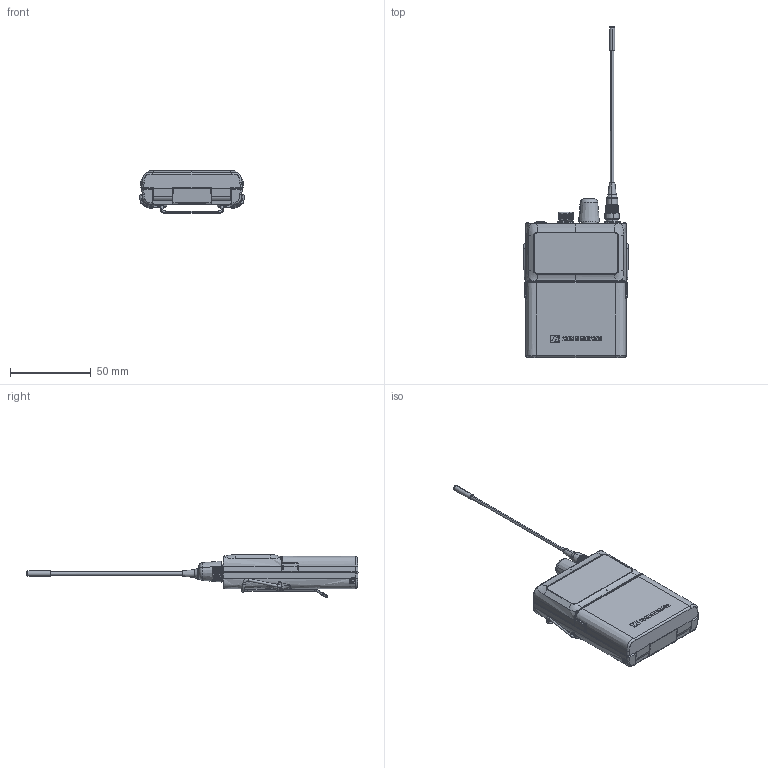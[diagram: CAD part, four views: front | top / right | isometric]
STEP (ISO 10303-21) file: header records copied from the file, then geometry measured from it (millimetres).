
FILE_DESCRIPTION(('CATIA V5 STEP Exchange','CAx-IF Rec.Pracs.--- Model Styling and Organization---1.5--- 2016-08-15','CAx-IF Rec.Pracs.---Supplemental Geometry---1.0---2011-11-01','CAx-IF Rec.Pracs.--- Composite Materials ---1.1---2010-07-15'),'2;1');
FILE_NAME('597141-3d-out00-01.stp','2024-04-29T08:57:57+00:00',('none'),('none'),'CATIA Version 5-6 Release 2023 SP3','CATIA V5 STEP AP214 v3','none');
FILE_SCHEMA(('AUTOMOTIVE_DESIGN { 1 0 10303 214 1 1 1 1 }'));
Products named in the file (1): 597141_3D_OUT-01
Bounding box: 64.64 x 205.05 x 26.48 mm (x, y, z)
Volume: 105336.5 mm3; surface area: 19067.4 mm2
Topology: 1 solids, 1 shells, 3553 faces, 8333 edges, 4810 vertices
Faces by surface type: plane 1653, cone 704, cylinder 579, bspline 364, torus 134, extrusion 105, sphere 14
Entity records: 123668 total; most frequent: CARTESIAN_POINT 62572, ORIENTED_EDGE 16630, EDGE_CURVE 8315, DIRECTION 5837, VERTEX_POINT 4810, B_SPLINE_CURVE_WITH_KNOTS 4524, EDGE_LOOP 3605, ADVANCED_FACE 3553
